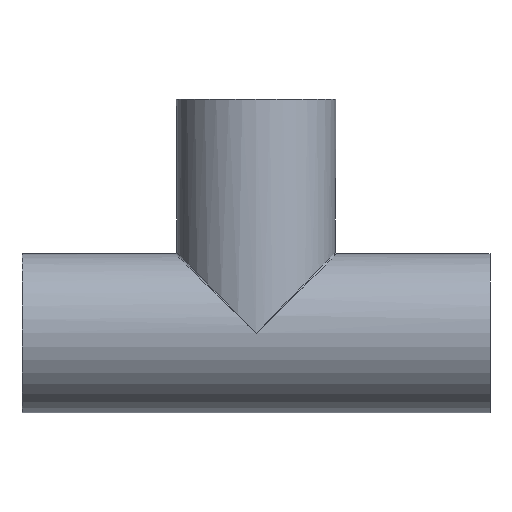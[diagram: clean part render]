
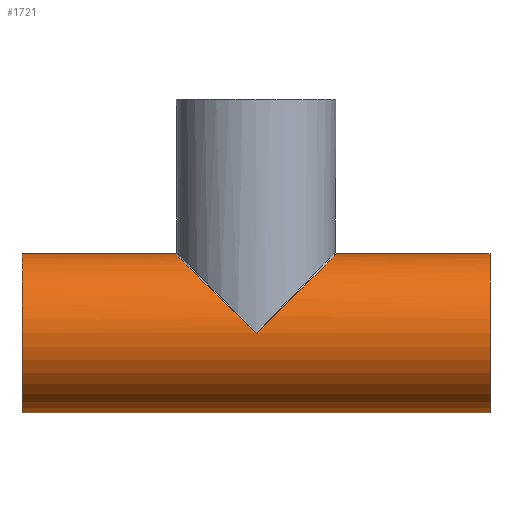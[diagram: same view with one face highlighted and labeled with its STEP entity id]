
A CAD part, front view. The second image highlights one B-rep face of the part: STEP entity #1721.
In plain terms, the highlighted cylindrical face has radius 102 mm (diameter 204 mm), a full revolution.
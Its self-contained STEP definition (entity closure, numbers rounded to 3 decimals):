
#1367=CARTESIAN_POINT('',(0.0,102.,0.0));
#1368=VERTEX_POINT('',#1367);
#1369=CARTESIAN_POINT('',(0.0,-102.,0.0));
#1370=VERTEX_POINT('',#1369);
#1371=CARTESIAN_POINT('',(0.0,0.0,0.0));
#1372=DIRECTION('',(0.7,0.0,0.714));
#1373=DIRECTION('',(-0.714,0.0,0.7));
#1374=AXIS2_PLACEMENT_3D('',#1371,#1372,#1373);
#1375=ELLIPSE('',#1374,145.671,102.);
#1376=EDGE_CURVE('',#1368,#1370,#1375,.T.);
#1619=CARTESIAN_POINT('',(0.0,0.0,0.0));
#1620=DIRECTION('',(-0.7,0.0,0.714));
#1621=DIRECTION('',(0.714,0.0,0.7));
#1622=AXIS2_PLACEMENT_3D('',#1619,#1620,#1621);
#1623=ELLIPSE('',#1622,145.671,102.);
#1624=EDGE_CURVE('',#1370,#1368,#1623,.T.);
#1690=CARTESIAN_POINT('',(0.0,0.0,0.0));
#1691=DIRECTION('',(-1.0,0.0,0.0));
#1692=DIRECTION('',(0.0,-1.0,0.0));
#1693=AXIS2_PLACEMENT_3D('',#1690,#1691,#1692);
#1694=CYLINDRICAL_SURFACE('',#1693,102.);
#1695=CARTESIAN_POINT('',(-300.0,-102.,0.0));
#1696=VERTEX_POINT('',#1695);
#1697=CARTESIAN_POINT('',(-300.0,0.0,0.0));
#1698=DIRECTION('',(-1.0,0.0,0.0));
#1699=DIRECTION('',(0.0,-1.0,0.0));
#1700=AXIS2_PLACEMENT_3D('',#1697,#1698,#1699);
#1701=CIRCLE('',#1700,102.);
#1702=EDGE_CURVE('',#1696,#1696,#1701,.T.);
#1703=ORIENTED_EDGE('',*,*,#1702,.F.);
#1704=EDGE_LOOP('',(#1703));
#1705=FACE_OUTER_BOUND('',#1704,.T.);
#1706=ORIENTED_EDGE('',*,*,#1376,.F.);
#1707=ORIENTED_EDGE('',*,*,#1624,.F.);
#1708=EDGE_LOOP('',(#1706,#1707));
#1709=FACE_BOUND('',#1708,.T.);
#1710=CARTESIAN_POINT('',(300.0,-102.,0.0));
#1711=VERTEX_POINT('',#1710);
#1712=CARTESIAN_POINT('',(300.0,0.0,0.0));
#1713=DIRECTION('',(-1.0,0.0,0.0));
#1714=DIRECTION('',(0.0,-1.0,0.0));
#1715=AXIS2_PLACEMENT_3D('',#1712,#1713,#1714);
#1716=CIRCLE('',#1715,102.);
#1717=EDGE_CURVE('',#1711,#1711,#1716,.T.);
#1718=ORIENTED_EDGE('',*,*,#1717,.T.);
#1719=EDGE_LOOP('',(#1718));
#1720=FACE_BOUND('',#1719,.T.);
#1721=ADVANCED_FACE('',(#1705,#1709,#1720),#1694,.T.);
